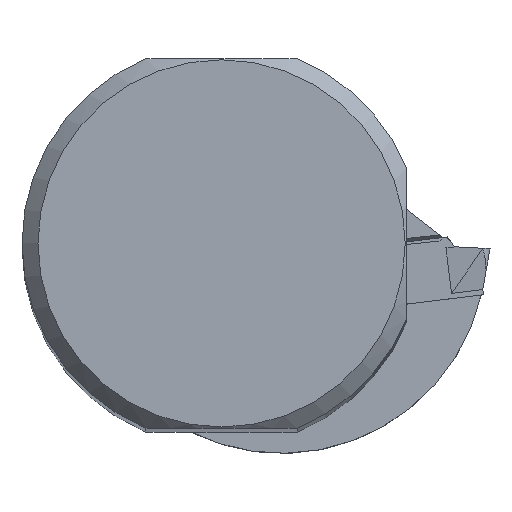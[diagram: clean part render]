
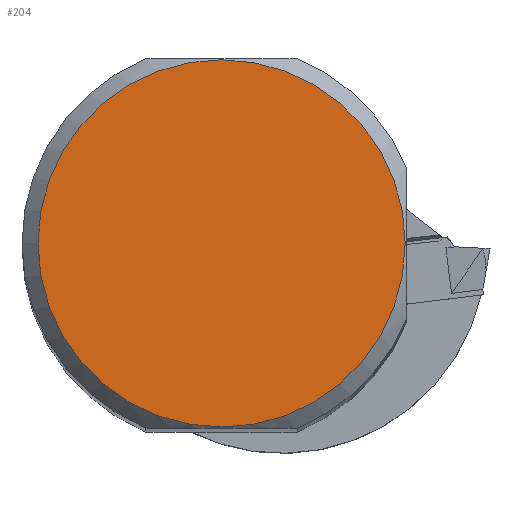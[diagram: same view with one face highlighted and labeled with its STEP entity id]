
A CAD part, top view. The second image highlights one B-rep face of the part: STEP entity #204.
In plain terms, the highlighted planar face has unit normal (0, 0, 1).
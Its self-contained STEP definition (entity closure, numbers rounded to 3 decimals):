
#128=PLANE('',#1542);
#204=ADVANCED_FACE('',(#294),#128,.F.);
#294=FACE_OUTER_BOUND('',#369,.T.);
#369=EDGE_LOOP('',(#764));
#405=CIRCLE('',#1541,18.39);
#764=ORIENTED_EDGE('',*,*,#1108,.T.);
#919=VERTEX_POINT('',#2330);
#1108=EDGE_CURVE('',#919,#919,#405,.T.);
#1541=AXIS2_PLACEMENT_3D('',#2329,#1911,#1912);
#1542=AXIS2_PLACEMENT_3D('',#2331,#1913,#1914);
#1911=DIRECTION('',(0.,0.,1.));
#1912=DIRECTION('',(0.,-1.,0.));
#1913=DIRECTION('',(0.,0.,-1.));
#1914=DIRECTION('',(0.,-1.,0.));
#2329=CARTESIAN_POINT('',(0.,0.,213.996));
#2330=CARTESIAN_POINT('',(0.,-18.39,213.996));
#2331=CARTESIAN_POINT('',(-19.99,0.,213.996));
